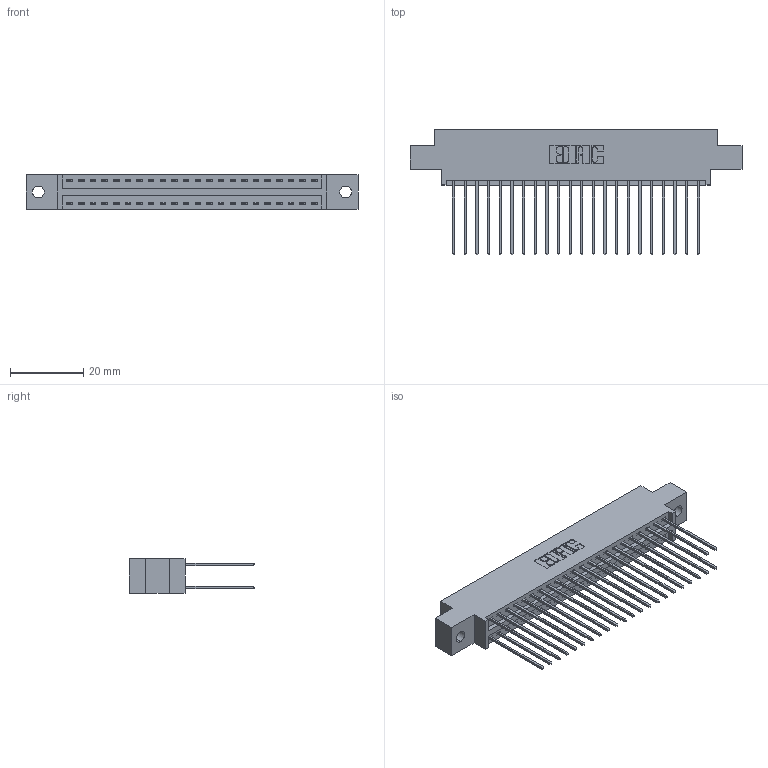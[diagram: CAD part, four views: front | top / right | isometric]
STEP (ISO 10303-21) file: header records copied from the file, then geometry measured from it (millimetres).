
FILE_DESCRIPTION (( 'STEP AP203' ), '1' );
FILE_NAME ('346-044-541-802.STEP', '2018-08-25T02:17:25', ( '' ), ( '' ), 'SwSTEP 2.0', 'SolidWorks 2016', '' );
FILE_SCHEMA (( 'CONFIG_CONTROL_DESIGN' ));
Length unit declared in the file: inch
Products named in the file (3): 346 Part_0.170 Offset - 0.128 Dia; 345-292-001_345-293-141; 346-044-541-802
Assembly tree (45 placements, depth 2):
  346-044-541-802
    346 Part_0.170 Offset - 0.128 Dia
    345-292-001_345-293-141  x44
Bounding box: 90.42 x 34.29 x 9.4 mm (x, y, z)
Volume: 8723.3 mm3; surface area: 12797.4 mm2
Topology: 45 solids, 45 shells, 2414 faces, 7161 edges, 4714 vertices
Faces by surface type: plane 1620, cylinder 794
Entity records: 17203 total; most frequent: CARTESIAN_POINT 2864, ORIENTED_EDGE 2798, DIRECTION 2575, EDGE_CURVE 1399, VECTOR 1179, LINE 1179, VERTEX_POINT 930, AXIS2_PLACEMENT_3D 698
